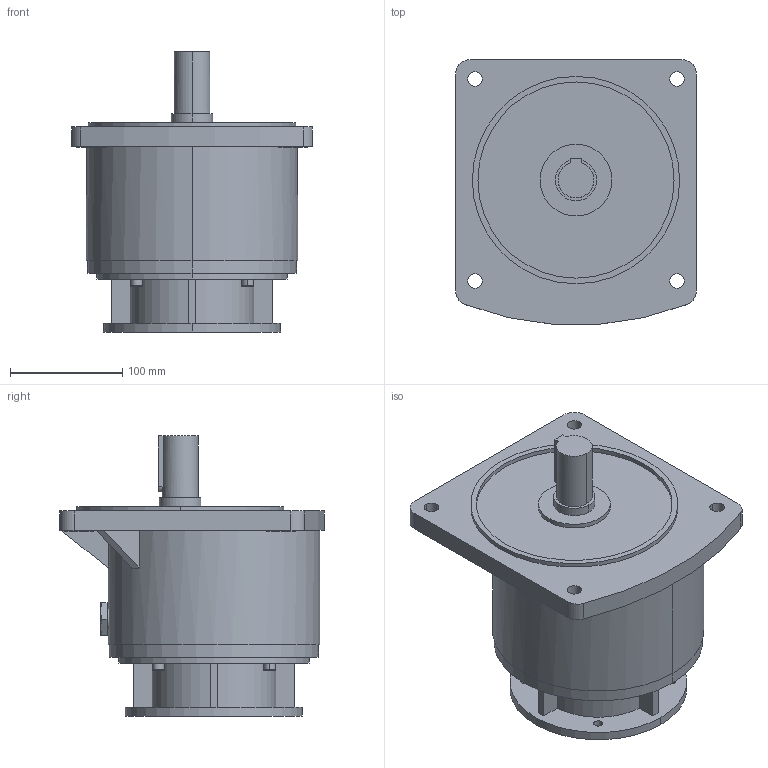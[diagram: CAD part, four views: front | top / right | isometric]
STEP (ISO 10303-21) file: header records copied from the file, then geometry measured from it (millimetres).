
FILE_DESCRIPTION (( 'STEP AP214' ), '1' );
FILE_NAME ('STP_32_400W 1罕2HP_A楊擘_VO梓袧_2.step', '2021-08-30T03:07:07', ( 'IT Division' ), ( 'IT' ), 'SwSTEP 2.0', 'SolidWorks 2016', '' );
FILE_SCHEMA (( 'AUTOMOTIVE_DESIGN' ));
Length unit declared in the file: millimetre
Products named in the file (1): STP_32_400W 1罕2HP_A楊擘_VO梓袧_2
Bounding box: 215 x 236.25 x 250 mm (x, y, z)
Volume: 4778300 mm3; surface area: 254527.9 mm2
Topology: 2 solids, 2 shells, 180 faces, 431 edges, 281 vertices
Faces by surface type: plane 96, cylinder 70, torus 8, cone 6
Entity records: 5654 total; most frequent: CARTESIAN_POINT 1007, DIRECTION 947, ORIENTED_EDGE 862, EDGE_CURVE 431, AXIS2_PLACEMENT_3D 349, VERTEX_POINT 281, VECTOR 249, LINE 249
